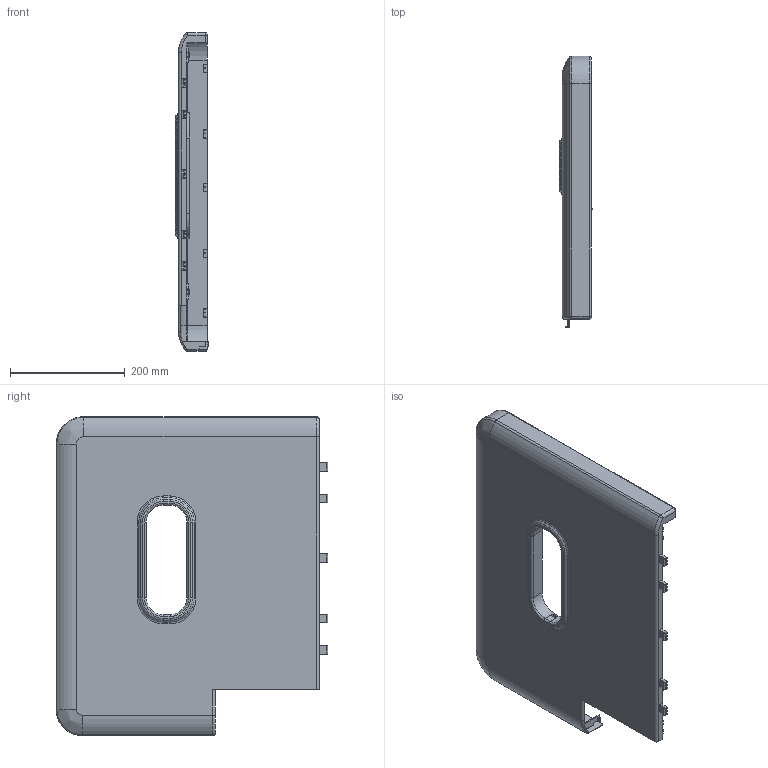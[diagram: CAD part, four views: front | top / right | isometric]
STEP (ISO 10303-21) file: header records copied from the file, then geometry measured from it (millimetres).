
FILE_DESCRIPTION(/* description */ ('','CAx-IF Rec.Pracs.---Representation and Presentation of Product Manufacturing Information (PMI)---4.0---2014-10-13'),/* implementation_level */ '2;1');
FILE_NAME(/* name */ 'Left Side Cover v2.step',/* time_stamp */ '2024-12-15T16:25:19-05:00',/* author */ (''),/* organization */ (''),/* preprocessor_version */ 'ST-DEVELOPER v20',/* originating_system */ 'Autodesk Translation Framework v13.20.0.188',/* authorisation */ '');
FILE_SCHEMA (('AP242_MANAGED_MODEL_BASED_3D_ENGINEERING_MIM_LF { 1 0 10303 442 1 1 4 }'));
Length unit declared in the file: millimetre
Products named in the file (1): Left Side Cover
Bounding box: 57.5 x 472.8 x 555 mm (x, y, z)
Volume: 1048434.1 mm3; surface area: 690882.1 mm2
Topology: 1 solids, 1 shells, 621 faces, 1629 edges, 1021 vertices
Faces by surface type: plane 484, cylinder 95, torus 25, cone 8, bspline 6, sphere 3
Entity records: 19070 total; most frequent: CARTESIAN_POINT 3625, ORIENTED_EDGE 3258, DIRECTION 3126, EDGE_CURVE 1629, LINE 1326, VECTOR 1326, VERTEX_POINT 1021, AXIS2_PLACEMENT_3D 900
